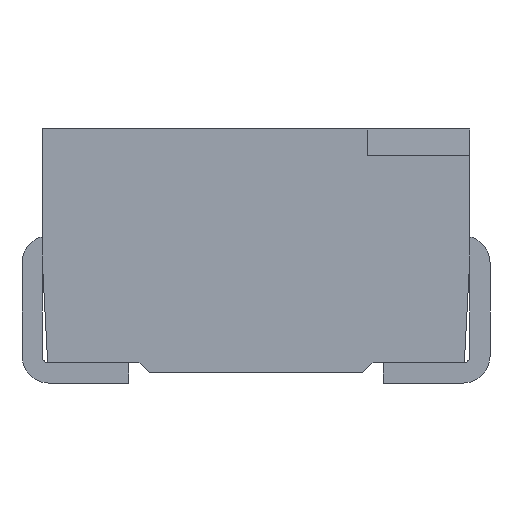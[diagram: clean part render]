
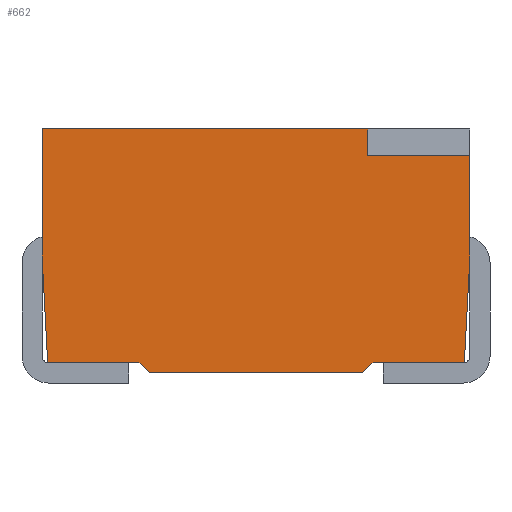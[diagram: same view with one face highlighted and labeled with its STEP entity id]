
A CAD part, front view. The second image highlights one B-rep face of the part: STEP entity #662.
In plain terms, the highlighted planar face has unit normal (0, -1, 0).
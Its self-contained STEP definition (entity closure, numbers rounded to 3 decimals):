
#36 = DIRECTION ( 'NONE',  ( -0.707, 0., 0.707 ) ) ;
#71 = CARTESIAN_POINT ( 'NONE',  ( 0., -1.4, 0. ) ) ;
#86 = PLANE ( 'NONE',  #2180 ) ;
#98 = EDGE_LOOP ( 'NONE', ( #734, #818, #1423, #1227, #2434, #1418, #1817, #1000, #151, #906, #1630, #1979 ) ) ;
#119 = EDGE_CURVE ( 'NONE', #1165, #2559, #1725, .T. ) ;
#121 = CARTESIAN_POINT ( 'NONE',  ( 1.6, -1.4, 1.7 ) ) ;
#130 = CARTESIAN_POINT ( 'NONE',  ( -1.6, -1.4, 1.9 ) ) ;
#151 = ORIENTED_EDGE ( 'NONE', *, *, #1846, .F. ) ;
#197 = VECTOR ( 'NONE', #1544, 1000. ) ;
#221 = CARTESIAN_POINT ( 'NONE',  ( 0.875, -1.4, 0.15 ) ) ;
#233 = VECTOR ( 'NONE', #2154, 1000. ) ;
#241 = LINE ( 'NONE', #1655, #2624 ) ;
#254 = VERTEX_POINT ( 'NONE', #1129 ) ;
#264 = EDGE_CURVE ( 'NONE', #657, #2382, #351, .T. ) ;
#268 = VERTEX_POINT ( 'NONE', #1155 ) ;
#279 = FACE_OUTER_BOUND ( 'NONE', #98, .T. ) ;
#284 = VECTOR ( 'NONE', #1964, 1000. ) ;
#304 = LINE ( 'NONE', #2587, #1703 ) ;
#338 = CARTESIAN_POINT ( 'NONE',  ( 0.834, -1.4, 1.7 ) ) ;
#351 = LINE ( 'NONE', #121, #284 ) ;
#445 = CARTESIAN_POINT ( 'NONE',  ( 0.834, -1.4, 1.9 ) ) ;
#469 = CARTESIAN_POINT ( 'NONE',  ( 0.834, -1.4, 1.7 ) ) ;
#535 = DIRECTION ( 'NONE',  ( 1., 0., 0. ) ) ;
#642 = VECTOR ( 'NONE', #36, 1000. ) ;
#657 = VERTEX_POINT ( 'NONE', #1057 ) ;
#662 = ADVANCED_FACE ( 'NONE', ( #279 ), #86, .F. ) ;
#675 = EDGE_CURVE ( 'NONE', #268, #1407, #1329, .T. ) ;
#676 = CARTESIAN_POINT ( 'NONE',  ( 1.558, -1.4, 0.15 ) ) ;
#698 = CARTESIAN_POINT ( 'NONE',  ( 1.6, -1.4, 0.95 ) ) ;
#709 = VERTEX_POINT ( 'NONE', #1556 ) ;
#710 = LINE ( 'NONE', #1765, #1494 ) ;
#716 = CARTESIAN_POINT ( 'NONE',  ( -1.6, -1.4, 1.9 ) ) ;
#734 = ORIENTED_EDGE ( 'NONE', *, *, #1156, .T. ) ;
#818 = ORIENTED_EDGE ( 'NONE', *, *, #119, .F. ) ;
#868 = DIRECTION ( 'NONE',  ( 0., 1., 0. ) ) ;
#906 = ORIENTED_EDGE ( 'NONE', *, *, #2467, .F. ) ;
#915 = VECTOR ( 'NONE', #2385, 1000. ) ;
#931 = DIRECTION ( 'NONE',  ( 1., 0., 0. ) ) ;
#966 = CARTESIAN_POINT ( 'NONE',  ( -0.8, -1.4, 0.075 ) ) ;
#969 = CARTESIAN_POINT ( 'NONE',  ( 0.834, -1.4, 1.7 ) ) ;
#1000 = ORIENTED_EDGE ( 'NONE', *, *, #1391, .F. ) ;
#1057 = CARTESIAN_POINT ( 'NONE',  ( 1.6, -1.4, 1.7 ) ) ;
#1073 = CARTESIAN_POINT ( 'NONE',  ( -1.558, -1.4, 0.15 ) ) ;
#1083 = DIRECTION ( 'NONE',  ( -0.052, 0., 0.999 ) ) ;
#1094 = VECTOR ( 'NONE', #1083, 1000. ) ;
#1128 = EDGE_CURVE ( 'NONE', #1149, #709, #1356, .T. ) ;
#1129 = CARTESIAN_POINT ( 'NONE',  ( -1.6, -1.4, 0.95 ) ) ;
#1130 = EDGE_CURVE ( 'NONE', #657, #1647, #2163, .T. ) ;
#1149 = VERTEX_POINT ( 'NONE', #2149 ) ;
#1155 = CARTESIAN_POINT ( 'NONE',  ( -0.875, -1.4, 0.15 ) ) ;
#1156 = EDGE_CURVE ( 'NONE', #1647, #2559, #2398, .T. ) ;
#1165 = VERTEX_POINT ( 'NONE', #130 ) ;
#1227 = ORIENTED_EDGE ( 'NONE', *, *, #1616, .F. ) ;
#1268 = LINE ( 'NONE', #1073, #1094 ) ;
#1279 = VERTEX_POINT ( 'NONE', #676 ) ;
#1322 = DIRECTION ( 'NONE',  ( -0.707, 0., -0.707 ) ) ;
#1329 = LINE ( 'NONE', #2403, #233 ) ;
#1356 = LINE ( 'NONE', #1386, #1778 ) ;
#1386 = CARTESIAN_POINT ( 'NONE',  ( 0.8, -1.4, 0.075 ) ) ;
#1391 = EDGE_CURVE ( 'NONE', #1914, #1149, #304, .T. ) ;
#1407 = VERTEX_POINT ( 'NONE', #2616 ) ;
#1418 = ORIENTED_EDGE ( 'NONE', *, *, #2547, .F. ) ;
#1423 = ORIENTED_EDGE ( 'NONE', *, *, #2268, .F. ) ;
#1466 = VECTOR ( 'NONE', #2204, 1000. ) ;
#1494 = VECTOR ( 'NONE', #2200, 1000. ) ;
#1544 = DIRECTION ( 'NONE',  ( -1., 0., 0. ) ) ;
#1556 = CARTESIAN_POINT ( 'NONE',  ( -0.8, -1.4, 0.075 ) ) ;
#1572 = LINE ( 'NONE', #1930, #197 ) ;
#1579 = DIRECTION ( 'NONE',  ( -1., 0., 0. ) ) ;
#1616 = EDGE_CURVE ( 'NONE', #1407, #254, #1268, .T. ) ;
#1630 = ORIENTED_EDGE ( 'NONE', *, *, #264, .F. ) ;
#1647 = VERTEX_POINT ( 'NONE', #469 ) ;
#1655 = CARTESIAN_POINT ( 'NONE',  ( -1.6, -1.4, 0.95 ) ) ;
#1703 = VECTOR ( 'NONE', #1322, 1000. ) ;
#1725 = LINE ( 'NONE', #716, #2506 ) ;
#1765 = CARTESIAN_POINT ( 'NONE',  ( 1.6, -1.4, 0.95 ) ) ;
#1778 = VECTOR ( 'NONE', #1579, 1000. ) ;
#1817 = ORIENTED_EDGE ( 'NONE', *, *, #1128, .F. ) ;
#1846 = EDGE_CURVE ( 'NONE', #1279, #1914, #1572, .T. ) ;
#1914 = VERTEX_POINT ( 'NONE', #221 ) ;
#1930 = CARTESIAN_POINT ( 'NONE',  ( 1.558, -1.4, 0.15 ) ) ;
#1964 = DIRECTION ( 'NONE',  ( 0., 0., -1. ) ) ;
#1979 = ORIENTED_EDGE ( 'NONE', *, *, #1130, .T. ) ;
#2068 = DIRECTION ( 'NONE',  ( 0., 0., 1. ) ) ;
#2149 = CARTESIAN_POINT ( 'NONE',  ( 0.8, -1.4, 0.075 ) ) ;
#2154 = DIRECTION ( 'NONE',  ( -1., 0., 0. ) ) ;
#2163 = LINE ( 'NONE', #338, #915 ) ;
#2180 = AXIS2_PLACEMENT_3D ( 'NONE', #71, #868, #535 ) ;
#2187 = LINE ( 'NONE', #966, #642 ) ;
#2200 = DIRECTION ( 'NONE',  ( -0.052, 0., -0.999 ) ) ;
#2204 = DIRECTION ( 'NONE',  ( 0., 0., 1. ) ) ;
#2268 = EDGE_CURVE ( 'NONE', #254, #1165, #241, .T. ) ;
#2382 = VERTEX_POINT ( 'NONE', #698 ) ;
#2385 = DIRECTION ( 'NONE',  ( -1., 0., 0. ) ) ;
#2398 = LINE ( 'NONE', #969, #1466 ) ;
#2403 = CARTESIAN_POINT ( 'NONE',  ( -0.875, -1.4, 0.15 ) ) ;
#2434 = ORIENTED_EDGE ( 'NONE', *, *, #675, .F. ) ;
#2467 = EDGE_CURVE ( 'NONE', #2382, #1279, #710, .T. ) ;
#2506 = VECTOR ( 'NONE', #931, 1000. ) ;
#2547 = EDGE_CURVE ( 'NONE', #709, #268, #2187, .T. ) ;
#2559 = VERTEX_POINT ( 'NONE', #445 ) ;
#2587 = CARTESIAN_POINT ( 'NONE',  ( 0.875, -1.4, 0.15 ) ) ;
#2616 = CARTESIAN_POINT ( 'NONE',  ( -1.558, -1.4, 0.15 ) ) ;
#2624 = VECTOR ( 'NONE', #2068, 1000. ) ;
